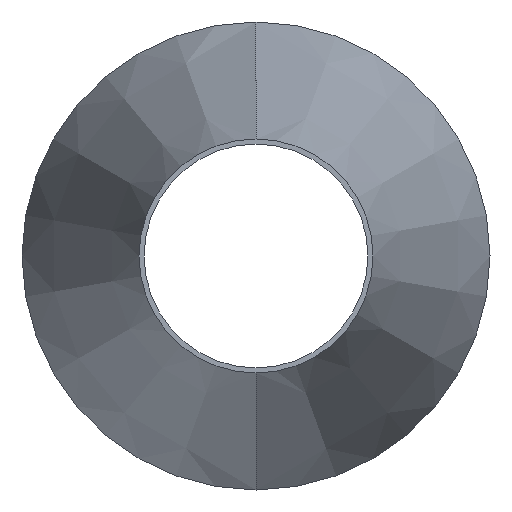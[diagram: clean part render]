
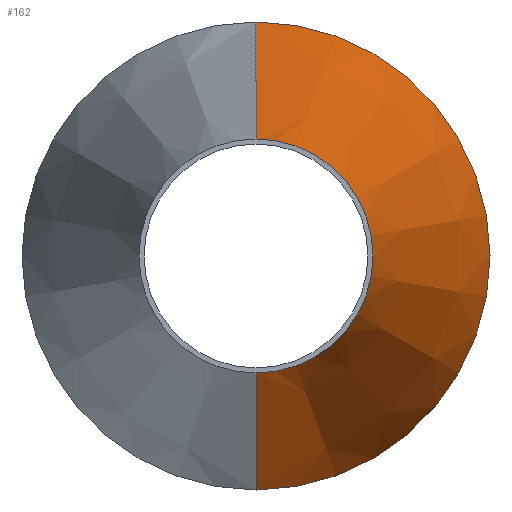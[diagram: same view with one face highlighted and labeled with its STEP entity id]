
A CAD part, front view. The second image highlights one B-rep face of the part: STEP entity #162.
In plain terms, the highlighted conical face has half-angle 15.255 degrees and reference radius 38.1 mm.
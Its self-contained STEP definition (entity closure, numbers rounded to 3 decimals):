
#18 = DIRECTION ( 'NONE',  ( 0., 0., 1. ) ) ;
#28 = DIRECTION ( 'NONE',  ( 0., 0., -1. ) ) ;
#29 = ORIENTED_EDGE ( 'NONE', *, *, #70, .F. ) ;
#45 = DIRECTION ( 'NONE',  ( 0., 1., 0. ) ) ;
#59 = EDGE_CURVE ( 'NONE', #285, #174, #235, .T. ) ;
#70 = EDGE_CURVE ( 'NONE', #139, #174, #192, .T. ) ;
#97 = FACE_OUTER_BOUND ( 'NONE', #327, .T. ) ;
#99 = CARTESIAN_POINT ( 'NONE',  ( 0., 0., -38.1 ) ) ;
#104 = AXIS2_PLACEMENT_3D ( 'NONE', #105, #368, #18 ) ;
#105 = CARTESIAN_POINT ( 'NONE',  ( 0., 0., 0. ) ) ;
#121 = DIRECTION ( 'NONE',  ( 0., -1., 0. ) ) ;
#132 = CARTESIAN_POINT ( 'NONE',  ( 0., 0., 38.1 ) ) ;
#138 = CIRCLE ( 'NONE', #266, 38.1 ) ;
#139 = VERTEX_POINT ( 'NONE', #171 ) ;
#144 = DIRECTION ( 'NONE',  ( 0., 0.965, 0.263 ) ) ;
#162 = ADVANCED_FACE ( 'NONE', ( #97 ), #222, .T. ) ;
#167 = CARTESIAN_POINT ( 'NONE',  ( 0., 139.7, -76.2 ) ) ;
#171 = CARTESIAN_POINT ( 'NONE',  ( 0., 139.7, 76.2 ) ) ;
#174 = VERTEX_POINT ( 'NONE', #167 ) ;
#180 = CARTESIAN_POINT ( 'NONE',  ( 0., 0., 38.1 ) ) ;
#182 = CARTESIAN_POINT ( 'NONE',  ( 0., 0., 0. ) ) ;
#192 = CIRCLE ( 'NONE', #328, 76.2 ) ;
#194 = VERTEX_POINT ( 'NONE', #132 ) ;
#199 = DIRECTION ( 'NONE',  ( 0., 0., 1. ) ) ;
#222 = CONICAL_SURFACE ( 'NONE', #104, 38.1, 0.266 ) ;
#235 = LINE ( 'NONE', #99, #388 ) ;
#256 = ORIENTED_EDGE ( 'NONE', *, *, #316, .F. ) ;
#266 = AXIS2_PLACEMENT_3D ( 'NONE', #182, #121, #28 ) ;
#273 = ORIENTED_EDGE ( 'NONE', *, *, #59, .T. ) ;
#285 = VERTEX_POINT ( 'NONE', #346 ) ;
#289 = EDGE_CURVE ( 'NONE', #194, #139, #321, .T. ) ;
#302 = CARTESIAN_POINT ( 'NONE',  ( 0., 139.7, 0. ) ) ;
#316 = EDGE_CURVE ( 'NONE', #285, #194, #138, .T. ) ;
#321 = LINE ( 'NONE', #180, #400 ) ;
#324 = DIRECTION ( 'NONE',  ( 0., 0.965, -0.263 ) ) ;
#327 = EDGE_LOOP ( 'NONE', ( #256, #273, #29, #396 ) ) ;
#328 = AXIS2_PLACEMENT_3D ( 'NONE', #302, #45, #199 ) ;
#346 = CARTESIAN_POINT ( 'NONE',  ( 0., 0., -38.1 ) ) ;
#368 = DIRECTION ( 'NONE',  ( 0., 1., 0. ) ) ;
#388 = VECTOR ( 'NONE', #324, 1000. ) ;
#396 = ORIENTED_EDGE ( 'NONE', *, *, #289, .F. ) ;
#400 = VECTOR ( 'NONE', #144, 1000. ) ;
